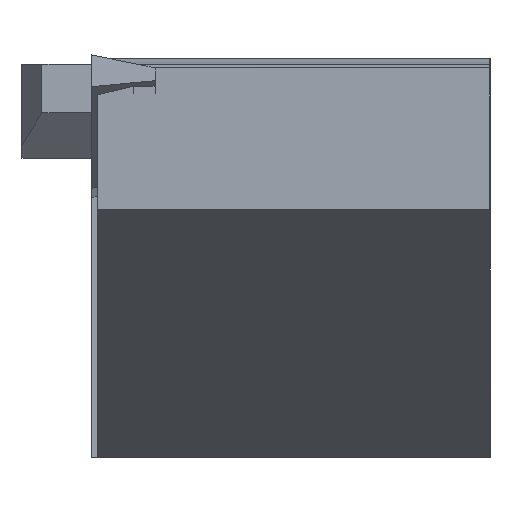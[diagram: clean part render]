
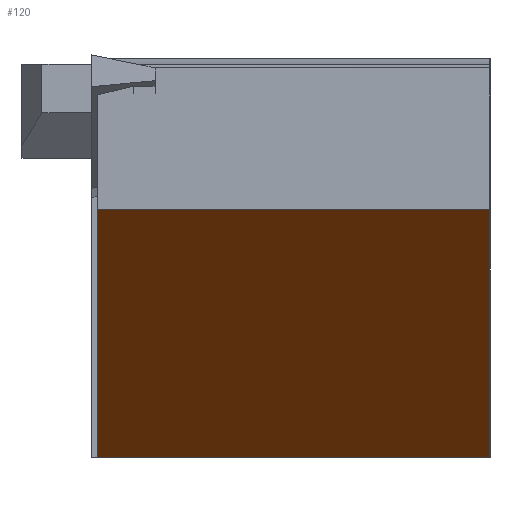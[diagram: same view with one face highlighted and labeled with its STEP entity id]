
A CAD part, left-side view. The second image highlights one B-rep face of the part: STEP entity #120.
In plain terms, the highlighted planar face has unit normal (-0.616, 0, -0.788).
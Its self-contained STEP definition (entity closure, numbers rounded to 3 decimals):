
#11 = FACE_OUTER_BOUND ( 'NONE', #1602, .T. ) ;
#29 = DIRECTION ( 'NONE',  ( 0.616, 0., 0.788 ) ) ;
#37 = CARTESIAN_POINT ( 'NONE',  ( 16.66, 162.824, -20. ) ) ;
#50 = DIRECTION ( 'NONE',  ( -0.788, 0., 0.616 ) ) ;
#120 = ADVANCED_FACE ( 'NONE', ( #11 ), #1737, .F. ) ;
#206 = VERTEX_POINT ( 'NONE', #470 ) ;
#317 = LINE ( 'NONE', #1769, #533 ) ;
#344 = CARTESIAN_POINT ( 'NONE',  ( -3.388, -20., -4.337 ) ) ;
#347 = ORIENTED_EDGE ( 'NONE', *, *, #494, .T. ) ;
#417 = LINE ( 'NONE', #2084, #1211 ) ;
#470 = CARTESIAN_POINT ( 'NONE',  ( 0.754, -20., -7.573 ) ) ;
#481 = LINE ( 'NONE', #344, #1452 ) ;
#494 = EDGE_CURVE ( 'NONE', #724, #206, #481, .T. ) ;
#507 = VERTEX_POINT ( 'NONE', #1730 ) ;
#533 = VECTOR ( 'NONE', #1772, 1000. ) ;
#724 = VERTEX_POINT ( 'NONE', #1930 ) ;
#864 = ORIENTED_EDGE ( 'NONE', *, *, #1393, .F. ) ;
#869 = DIRECTION ( 'NONE',  ( -0.788, 0., 0.616 ) ) ;
#1142 = LINE ( 'NONE', #1152, #1918 ) ;
#1152 = CARTESIAN_POINT ( 'NONE',  ( 16.66, -0.3, -20. ) ) ;
#1207 = DIRECTION ( 'NONE',  ( 0.788, 0., -0.616 ) ) ;
#1211 = VECTOR ( 'NONE', #1259, 1000. ) ;
#1259 = DIRECTION ( 'NONE',  ( 0., -1., 0. ) ) ;
#1303 = EDGE_CURVE ( 'NONE', #1725, #206, #317, .T. ) ;
#1393 = EDGE_CURVE ( 'NONE', #507, #1725, #1142, .T. ) ;
#1428 = AXIS2_PLACEMENT_3D ( 'NONE', #37, #29, #1207 ) ;
#1452 = VECTOR ( 'NONE', #50, 1000. ) ;
#1602 = EDGE_LOOP ( 'NONE', ( #864, #1733, #347, #2083 ) ) ;
#1725 = VERTEX_POINT ( 'NONE', #1997 ) ;
#1730 = CARTESIAN_POINT ( 'NONE',  ( 16.66, -0.3, -20. ) ) ;
#1733 = ORIENTED_EDGE ( 'NONE', *, *, #1786, .T. ) ;
#1737 = PLANE ( 'NONE',  #1428 ) ;
#1769 = CARTESIAN_POINT ( 'NONE',  ( 0.754, 162.824, -7.573 ) ) ;
#1772 = DIRECTION ( 'NONE',  ( 0., -1., 0. ) ) ;
#1786 = EDGE_CURVE ( 'NONE', #507, #724, #417, .T. ) ;
#1918 = VECTOR ( 'NONE', #869, 1000. ) ;
#1930 = CARTESIAN_POINT ( 'NONE',  ( 16.66, -20., -20. ) ) ;
#1997 = CARTESIAN_POINT ( 'NONE',  ( 0.754, -0.3, -7.573 ) ) ;
#2083 = ORIENTED_EDGE ( 'NONE', *, *, #1303, .F. ) ;
#2084 = CARTESIAN_POINT ( 'NONE',  ( 16.66, -20., -20. ) ) ;
